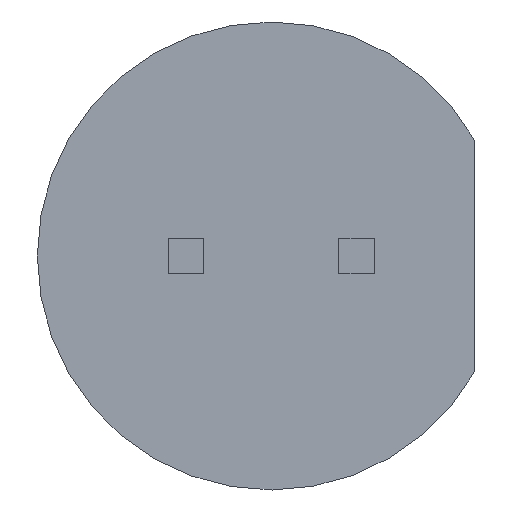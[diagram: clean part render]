
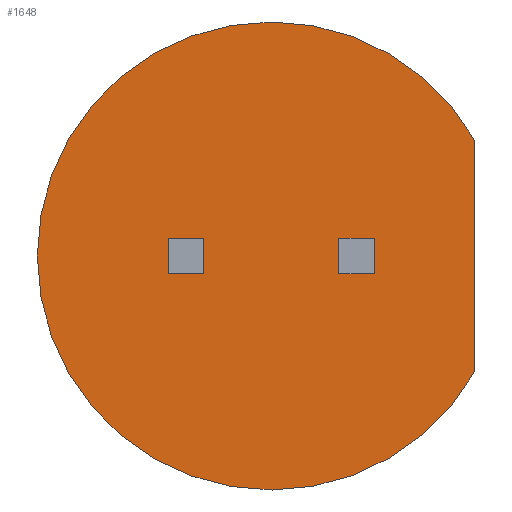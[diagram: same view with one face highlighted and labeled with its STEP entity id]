
A CAD part, front view. The second image highlights one B-rep face of the part: STEP entity #1648.
In plain terms, the highlighted planar face has unit normal (0, -1, 0).
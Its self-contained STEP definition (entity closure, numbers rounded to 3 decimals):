
#233 = EDGE_CURVE ( 'NONE', #1982, #1773, #1674, .T. ) ;
#335 = AXIS2_PLACEMENT_3D ( 'NONE', #1871, #1072, #879 ) ;
#340 = DIRECTION ( 'NONE',  ( 1., 0., 0. ) ) ;
#481 = CARTESIAN_POINT ( 'NONE',  ( 2.563, 0., 1.46 ) ) ;
#879 = DIRECTION ( 'NONE',  ( 1., 0., 0. ) ) ;
#935 = EDGE_LOOP ( 'NONE', ( #2116, #1964, #1513 ) ) ;
#1043 = LINE ( 'NONE', #1283, #2287 ) ;
#1072 = DIRECTION ( 'NONE',  ( 0., 1., 0. ) ) ;
#1125 = EDGE_CURVE ( 'NONE', #1773, #1473, #1340, .T. ) ;
#1269 = FACE_OUTER_BOUND ( 'NONE', #935, .T. ) ;
#1283 = CARTESIAN_POINT ( 'NONE',  ( 2.563, 0., 1.46 ) ) ;
#1340 = CIRCLE ( 'NONE', #335, 2.95 ) ;
#1372 = AXIS2_PLACEMENT_3D ( 'NONE', #1743, #1548, #340 ) ;
#1469 = CARTESIAN_POINT ( 'NONE',  ( 2.563, 0., -1.46 ) ) ;
#1473 = VERTEX_POINT ( 'NONE', #481 ) ;
#1513 = ORIENTED_EDGE ( 'NONE', *, *, #233, .F. ) ;
#1548 = DIRECTION ( 'NONE',  ( 0., 1., 0. ) ) ;
#1587 = CARTESIAN_POINT ( 'NONE',  ( -0.193, 0., 0. ) ) ;
#1596 = PLANE ( 'NONE',  #2344 ) ;
#1648 = ADVANCED_FACE ( 'NONE', ( #1269 ), #1596, .F. ) ;
#1674 = CIRCLE ( 'NONE', #1372, 2.95 ) ;
#1743 = CARTESIAN_POINT ( 'NONE',  ( 0., 0., 0. ) ) ;
#1757 = CARTESIAN_POINT ( 'NONE',  ( -2.95, 0., 0. ) ) ;
#1762 = DIRECTION ( 'NONE',  ( 1., 0., 0. ) ) ;
#1773 = VERTEX_POINT ( 'NONE', #1757 ) ;
#1871 = CARTESIAN_POINT ( 'NONE',  ( 0., 0., 0. ) ) ;
#1964 = ORIENTED_EDGE ( 'NONE', *, *, #1125, .F. ) ;
#1982 = VERTEX_POINT ( 'NONE', #1469 ) ;
#2104 = EDGE_CURVE ( 'NONE', #1473, #1982, #1043, .T. ) ;
#2116 = ORIENTED_EDGE ( 'NONE', *, *, #2104, .F. ) ;
#2279 = DIRECTION ( 'NONE',  ( 0., 0., -1. ) ) ;
#2287 = VECTOR ( 'NONE', #2279, 1000. ) ;
#2344 = AXIS2_PLACEMENT_3D ( 'NONE', #1587, #2527, #1762 ) ;
#2527 = DIRECTION ( 'NONE',  ( 0., 1., 0. ) ) ;
